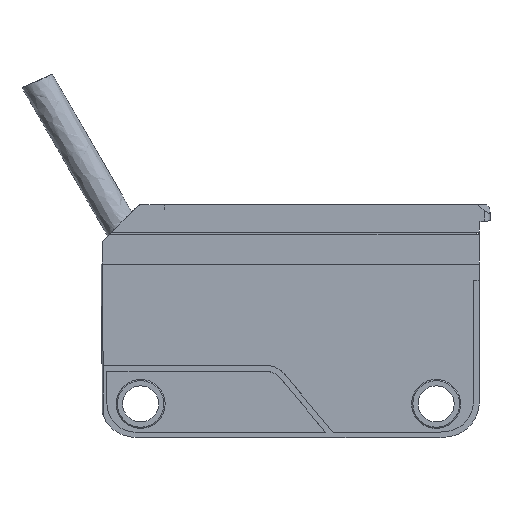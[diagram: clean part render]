
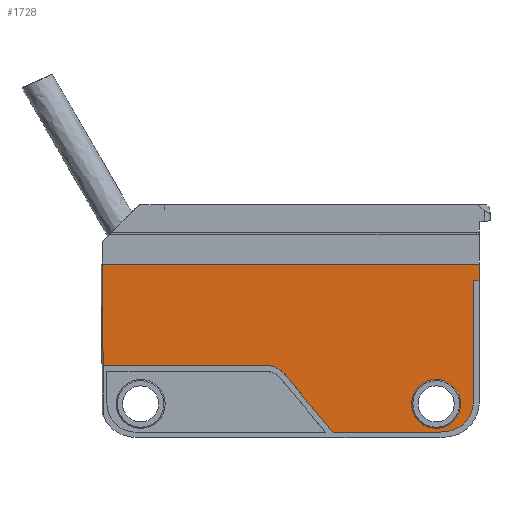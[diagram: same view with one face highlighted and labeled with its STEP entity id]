
A CAD part, left-side view. The second image highlights one B-rep face of the part: STEP entity #1728.
In plain terms, the highlighted planar face has unit normal (-1, 0, 0).
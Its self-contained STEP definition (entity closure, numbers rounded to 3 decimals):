
#11 = CARTESIAN_POINT ( 'NONE',  ( -5.5, -12.7, 2.22 ) ) ;
#20 = VERTEX_POINT ( 'NONE', #1605 ) ;
#65 = VERTEX_POINT ( 'NONE', #3585 ) ;
#68 = CARTESIAN_POINT ( 'NONE',  ( -5.5, -0.85, 7.95 ) ) ;
#93 = EDGE_CURVE ( 'NONE', #20, #20, #4357, .T. ) ;
#98 = DIRECTION ( 'NONE',  ( 0., 1., 0. ) ) ;
#111 = CARTESIAN_POINT ( 'NONE',  ( -5.5, -16.4, 16.65 ) ) ;
#137 = EDGE_CURVE ( 'NONE', #4048, #2037, #2433, .T. ) ;
#158 = LINE ( 'NONE', #207, #3380 ) ;
#185 = DIRECTION ( 'NONE',  ( 0., -0.009, -1. ) ) ;
#207 = CARTESIAN_POINT ( 'NONE',  ( -5.5, 16.041, 20.85 ) ) ;
#288 = LINE ( 'NONE', #1885, #4931 ) ;
#342 = ORIENTED_EDGE ( 'NONE', *, *, #1435, .T. ) ;
#359 = LINE ( 'NONE', #3078, #2293 ) ;
#370 = AXIS2_PLACEMENT_3D ( 'NONE', #1872, #3462, #696 ) ;
#420 = CARTESIAN_POINT ( 'NONE',  ( -5.5, -12.7, 4.65 ) ) ;
#482 = DIRECTION ( 'NONE',  ( 1., 0., 0. ) ) ;
#571 = VERTEX_POINT ( 'NONE', #3889 ) ;
#690 = EDGE_LOOP ( 'NONE', ( #3757, #717, #714, #1139, #1303, #342, #4544, #999, #4863, #4203, #3479, #4607 ) ) ;
#696 = DIRECTION ( 'NONE',  ( 0., 0., -1. ) ) ;
#704 = EDGE_CURVE ( 'NONE', #3072, #571, #1634, .T. ) ;
#714 = ORIENTED_EDGE ( 'NONE', *, *, #704, .T. ) ;
#717 = ORIENTED_EDGE ( 'NONE', *, *, #2521, .T. ) ;
#785 = LINE ( 'NONE', #3145, #3932 ) ;
#820 = CARTESIAN_POINT ( 'NONE',  ( -5.5, -13.37, 4.776 ) ) ;
#833 = DIRECTION ( 'NONE',  ( -1., 0., 0. ) ) ;
#836 = AXIS2_PLACEMENT_3D ( 'NONE', #4767, #482, #3571 ) ;
#869 = CIRCLE ( 'NONE', #4429, 2.5 ) ;
#926 = CARTESIAN_POINT ( 'NONE',  ( -5.5, -3.85, 2.213 ) ) ;
#999 = ORIENTED_EDGE ( 'NONE', *, *, #1878, .T. ) ;
#1052 = VERTEX_POINT ( 'NONE', #11 ) ;
#1062 = EDGE_CURVE ( 'NONE', #3039, #4048, #785, .T. ) ;
#1139 = ORIENTED_EDGE ( 'NONE', *, *, #3808, .T. ) ;
#1230 = DIRECTION ( 'NONE',  ( 0., -1., 0. ) ) ;
#1303 = ORIENTED_EDGE ( 'NONE', *, *, #1660, .T. ) ;
#1350 = LINE ( 'NONE', #4955, #1740 ) ;
#1435 = EDGE_CURVE ( 'NONE', #4020, #1052, #288, .T. ) ;
#1453 = FACE_OUTER_BOUND ( 'NONE', #690, .T. ) ;
#1577 = CARTESIAN_POINT ( 'NONE',  ( -5.5, -14.928, 2.82 ) ) ;
#1589 = AXIS2_PLACEMENT_3D ( 'NONE', #3683, #2924, #1722 ) ;
#1605 = CARTESIAN_POINT ( 'NONE',  ( -5.5, -10.6, 4.65 ) ) ;
#1634 = LINE ( 'NONE', #68, #2783 ) ;
#1660 = EDGE_CURVE ( 'NONE', #65, #4020, #359, .T. ) ;
#1722 = DIRECTION ( 'NONE',  ( 0., 1., 0. ) ) ;
#1728 = ADVANCED_FACE ( 'NONE', ( #1453, #3837 ), #2685, .F. ) ;
#1740 = VECTOR ( 'NONE', #2557, 1000. ) ;
#1783 = CARTESIAN_POINT ( 'NONE',  ( -5.5, 15.928, 7.95 ) ) ;
#1847 = CIRCLE ( 'NONE', #1589, 2.6 ) ;
#1872 = CARTESIAN_POINT ( 'NONE',  ( -5.5, 16.1, 20.85 ) ) ;
#1878 = EDGE_CURVE ( 'NONE', #3470, #4886, #869, .T. ) ;
#1885 = CARTESIAN_POINT ( 'NONE',  ( -5.5, 12.7, 2.2 ) ) ;
#1889 = VERTEX_POINT ( 'NONE', #3931 ) ;
#2008 = DIRECTION ( 'NONE',  ( 0., 1., 0. ) ) ;
#2037 = VERTEX_POINT ( 'NONE', #111 ) ;
#2243 = AXIS2_PLACEMENT_3D ( 'NONE', #3483, #4643, #3864 ) ;
#2293 = VECTOR ( 'NONE', #4223, 1000. ) ;
#2331 = CIRCLE ( 'NONE', #2243, 6.653 ) ;
#2408 = DIRECTION ( 'NONE',  ( 0., 0., 1. ) ) ;
#2420 = DIRECTION ( 'NONE',  ( -1., 0., 0. ) ) ;
#2433 = LINE ( 'NONE', #3613, #2469 ) ;
#2469 = VECTOR ( 'NONE', #3636, 1000. ) ;
#2521 = EDGE_CURVE ( 'NONE', #1889, #3072, #158, .T. ) ;
#2557 = DIRECTION ( 'NONE',  ( 0., 1., 0. ) ) ;
#2685 = PLANE ( 'NONE',  #370 ) ;
#2783 = VECTOR ( 'NONE', #4711, 1000. ) ;
#2846 = CIRCLE ( 'NONE', #836, 2. ) ;
#2924 = DIRECTION ( 'NONE',  ( -1., 0., 0. ) ) ;
#3039 = VERTEX_POINT ( 'NONE', #4527 ) ;
#3072 = VERTEX_POINT ( 'NONE', #1783 ) ;
#3078 = CARTESIAN_POINT ( 'NONE',  ( -5.5, 0.608, 7.526 ) ) ;
#3095 = CARTESIAN_POINT ( 'NONE',  ( -5.5, -16.4, 15.25 ) ) ;
#3106 = VERTEX_POINT ( 'NONE', #3162 ) ;
#3145 = CARTESIAN_POINT ( 'NONE',  ( -5.5, -15.9, 15.25 ) ) ;
#3162 = CARTESIAN_POINT ( 'NONE',  ( -5.5, -15.9, 4.65 ) ) ;
#3380 = VECTOR ( 'NONE', #185, 1000. ) ;
#3462 = DIRECTION ( 'NONE',  ( 1., 0., 0. ) ) ;
#3469 = DIRECTION ( 'NONE',  ( 0., -1., 0.001 ) ) ;
#3470 = VERTEX_POINT ( 'NONE', #4100 ) ;
#3479 = ORIENTED_EDGE ( 'NONE', *, *, #1062, .T. ) ;
#3483 = CARTESIAN_POINT ( 'NONE',  ( -5.5, -12.695, 8.874 ) ) ;
#3571 = DIRECTION ( 'NONE',  ( 0., 1., 0. ) ) ;
#3585 = CARTESIAN_POINT ( 'NONE',  ( -5.5, 0.364, 7.235 ) ) ;
#3613 = CARTESIAN_POINT ( 'NONE',  ( -5.5, -16.4, 20.85 ) ) ;
#3636 = DIRECTION ( 'NONE',  ( 0., 0., 1. ) ) ;
#3683 = CARTESIAN_POINT ( 'NONE',  ( -5.5, -13.308, 4.854 ) ) ;
#3757 = ORIENTED_EDGE ( 'NONE', *, *, #4851, .T. ) ;
#3808 = EDGE_CURVE ( 'NONE', #571, #65, #2846, .T. ) ;
#3837 = FACE_BOUND ( 'NONE', #4499, .T. ) ;
#3864 = DIRECTION ( 'NONE',  ( 0., 1., 0. ) ) ;
#3889 = CARTESIAN_POINT ( 'NONE',  ( -5.5, 1.896, 7.95 ) ) ;
#3931 = CARTESIAN_POINT ( 'NONE',  ( -5.5, 16.004, 16.65 ) ) ;
#3932 = VECTOR ( 'NONE', #1230, 1000. ) ;
#4020 = VERTEX_POINT ( 'NONE', #926 ) ;
#4048 = VERTEX_POINT ( 'NONE', #3095 ) ;
#4100 = CARTESIAN_POINT ( 'NONE',  ( -5.5, -13.777, 2.309 ) ) ;
#4194 = EDGE_CURVE ( 'NONE', #3106, #3039, #4905, .T. ) ;
#4203 = ORIENTED_EDGE ( 'NONE', *, *, #4194, .T. ) ;
#4223 = DIRECTION ( 'NONE',  ( 0., -0.643, -0.766 ) ) ;
#4303 = EDGE_CURVE ( 'NONE', #4886, #3106, #1847, .T. ) ;
#4357 = CIRCLE ( 'NONE', #4440, 2.1 ) ;
#4429 = AXIS2_PLACEMENT_3D ( 'NONE', #820, #2420, #98 ) ;
#4440 = AXIS2_PLACEMENT_3D ( 'NONE', #420, #833, #2008 ) ;
#4499 = EDGE_LOOP ( 'NONE', ( #4600 ) ) ;
#4516 = CARTESIAN_POINT ( 'NONE',  ( -5.5, -15.9, 4.65 ) ) ;
#4527 = CARTESIAN_POINT ( 'NONE',  ( -5.5, -15.9, 15.25 ) ) ;
#4544 = ORIENTED_EDGE ( 'NONE', *, *, #4911, .T. ) ;
#4600 = ORIENTED_EDGE ( 'NONE', *, *, #93, .F. ) ;
#4607 = ORIENTED_EDGE ( 'NONE', *, *, #137, .T. ) ;
#4643 = DIRECTION ( 'NONE',  ( -1., 0., 0. ) ) ;
#4653 = VECTOR ( 'NONE', #2408, 1000. ) ;
#4711 = DIRECTION ( 'NONE',  ( 0., -1., 0. ) ) ;
#4767 = CARTESIAN_POINT ( 'NONE',  ( -5.5, 1.896, 5.95 ) ) ;
#4851 = EDGE_CURVE ( 'NONE', #2037, #1889, #1350, .T. ) ;
#4863 = ORIENTED_EDGE ( 'NONE', *, *, #4303, .T. ) ;
#4886 = VERTEX_POINT ( 'NONE', #1577 ) ;
#4905 = LINE ( 'NONE', #4516, #4653 ) ;
#4911 = EDGE_CURVE ( 'NONE', #1052, #3470, #2331, .T. ) ;
#4931 = VECTOR ( 'NONE', #3469, 1000. ) ;
#4955 = CARTESIAN_POINT ( 'NONE',  ( -5.5, 15.75, 16.65 ) ) ;
